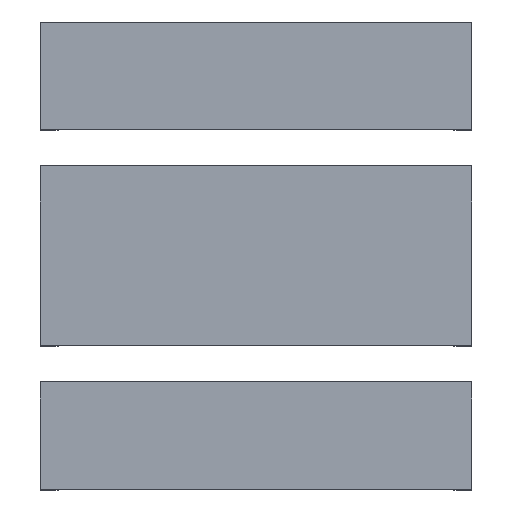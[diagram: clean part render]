
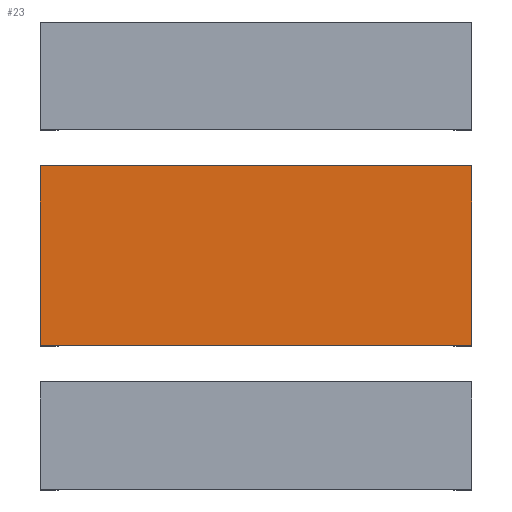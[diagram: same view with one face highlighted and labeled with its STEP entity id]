
A CAD part, top view. The second image highlights one B-rep face of the part: STEP entity #23.
In plain terms, the highlighted planar face has unit normal (0, 0, 1).
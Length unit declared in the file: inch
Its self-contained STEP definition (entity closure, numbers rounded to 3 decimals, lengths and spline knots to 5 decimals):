
#23=ADVANCED_FACE('',(#53),#449,.T.);
#53=FACE_OUTER_BOUND('',#83,.T.);
#83=EDGE_LOOP('',(#136,#137,#138,#139));
#136=ORIENTED_EDGE('',*,*,#254,.T.);
#137=ORIENTED_EDGE('',*,*,#258,.T.);
#138=ORIENTED_EDGE('',*,*,#261,.T.);
#139=ORIENTED_EDGE('',*,*,#263,.T.);
#254=EDGE_CURVE('',#399,#398,#326,.T.);
#258=EDGE_CURVE('',#398,#401,#330,.T.);
#261=EDGE_CURVE('',#401,#403,#333,.T.);
#263=EDGE_CURVE('',#403,#399,#335,.T.);
#326=B_SPLINE_CURVE_WITH_KNOTS('',1,(#661,#662),.UNSPECIFIED.,.F.,.F.,(2,
2),(0.,0.625),.UNSPECIFIED.);
#330=B_SPLINE_CURVE_WITH_KNOTS('',1,(#669,#670),.UNSPECIFIED.,.F.,.F.,(2,
2),(0.625,1.25),.UNSPECIFIED.);
#333=B_SPLINE_CURVE_WITH_KNOTS('',1,(#675,#676),.UNSPECIFIED.,.F.,.F.,(2,
2),(1.25,1.875),.UNSPECIFIED.);
#335=B_SPLINE_CURVE_WITH_KNOTS('',1,(#679,#680),.UNSPECIFIED.,.F.,.F.,(2,
2),(1.875,2.5),.UNSPECIFIED.);
#398=VERTEX_POINT('',#643);
#399=VERTEX_POINT('',#644);
#401=VERTEX_POINT('',#646);
#403=VERTEX_POINT('',#648);
#449=PLANE('',#570);
#570=AXIS2_PLACEMENT_3D('',#636,#603,$);
#603=DIRECTION('',(0.,0.,1.));
#636=CARTESIAN_POINT('',(5.88531,1.03634,0.625));
#643=CARTESIAN_POINT('',(7.38531,1.03634,0.625));
#644=CARTESIAN_POINT('',(5.88531,1.03634,0.625));
#646=CARTESIAN_POINT('',(7.38531,1.66134,0.625));
#648=CARTESIAN_POINT('',(5.88531,1.66134,0.625));
#661=CARTESIAN_POINT('',(5.88531,1.03634,0.625));
#662=CARTESIAN_POINT('',(7.38531,1.03634,0.625));
#669=CARTESIAN_POINT('',(7.38531,1.03634,0.625));
#670=CARTESIAN_POINT('',(7.38531,1.66134,0.625));
#675=CARTESIAN_POINT('',(7.38531,1.66134,0.625));
#676=CARTESIAN_POINT('',(5.88531,1.66134,0.625));
#679=CARTESIAN_POINT('',(5.88531,1.66134,0.625));
#680=CARTESIAN_POINT('',(5.88531,1.03634,0.625));
